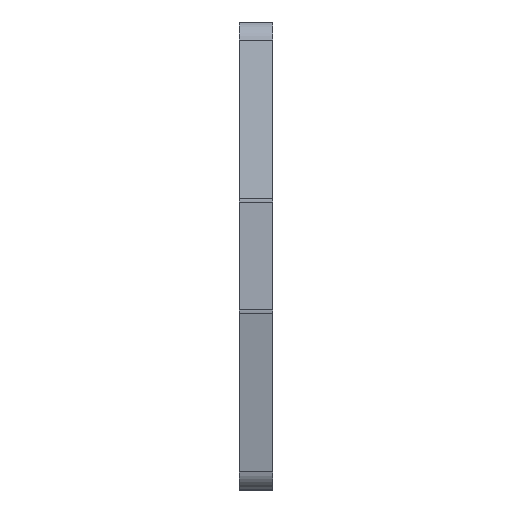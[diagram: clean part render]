
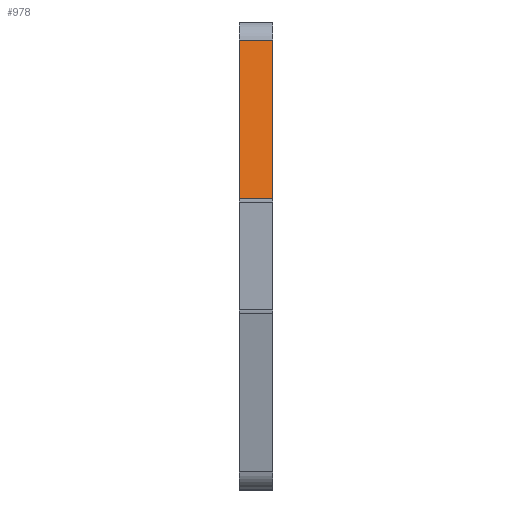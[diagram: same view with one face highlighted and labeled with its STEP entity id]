
A CAD part, left-side view. The second image highlights one B-rep face of the part: STEP entity #978.
In plain terms, the highlighted planar face has unit normal (-0.983, 0, 0.184).
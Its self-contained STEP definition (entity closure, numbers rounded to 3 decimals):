
#920=CARTESIAN_POINT('',(-73.306,0.0,19.369));
#921=VERTEX_POINT('',#920);
#930=CARTESIAN_POINT('',(-73.306,3.0,19.369));
#931=VERTEX_POINT('',#930);
#939=CARTESIAN_POINT('',(-73.306,0.0,19.369));
#940=DIRECTION('',(0.0,1.0,0.0));
#941=VECTOR('',#940,3.0);
#942=LINE('',#939,#941);
#943=EDGE_CURVE('',#921,#931,#942,.T.);
#948=CARTESIAN_POINT('',(-75.966,0.0,5.183));
#949=DIRECTION('',(-0.983,0.0,0.184));
#950=DIRECTION('',(0.184,0.0,0.983));
#951=AXIS2_PLACEMENT_3D('',#948,#949,#950);
#952=PLANE('',#951);
#953=CARTESIAN_POINT('',(-75.966,0.0,5.183));
#954=VERTEX_POINT('',#953);
#955=CARTESIAN_POINT('',(-73.306,0.0,19.369));
#956=DIRECTION('',(-0.184,0.0,-0.983));
#957=VECTOR('',#956,14.433);
#958=LINE('',#955,#957);
#959=EDGE_CURVE('',#921,#954,#958,.T.);
#960=ORIENTED_EDGE('',*,*,#959,.F.);
#961=ORIENTED_EDGE('',*,*,#943,.T.);
#962=CARTESIAN_POINT('',(-75.966,3.0,5.183));
#963=VERTEX_POINT('',#962);
#964=CARTESIAN_POINT('',(-75.966,3.0,5.183));
#965=DIRECTION('',(0.184,0.0,0.983));
#966=VECTOR('',#965,14.433);
#967=LINE('',#964,#966);
#968=EDGE_CURVE('',#963,#931,#967,.T.);
#969=ORIENTED_EDGE('',*,*,#968,.F.);
#970=CARTESIAN_POINT('',(-75.966,0.0,5.183));
#971=DIRECTION('',(0.0,1.0,0.0));
#972=VECTOR('',#971,3.0);
#973=LINE('',#970,#972);
#974=EDGE_CURVE('',#954,#963,#973,.T.);
#975=ORIENTED_EDGE('',*,*,#974,.F.);
#976=EDGE_LOOP('',(#960,#961,#969,#975));
#977=FACE_OUTER_BOUND('',#976,.T.);
#978=ADVANCED_FACE('',(#977),#952,.T.);
